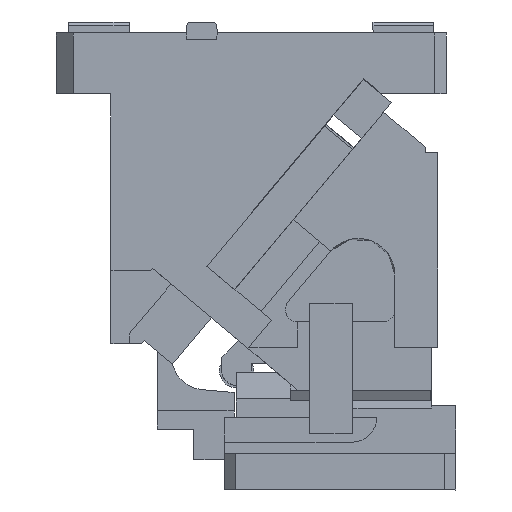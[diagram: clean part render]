
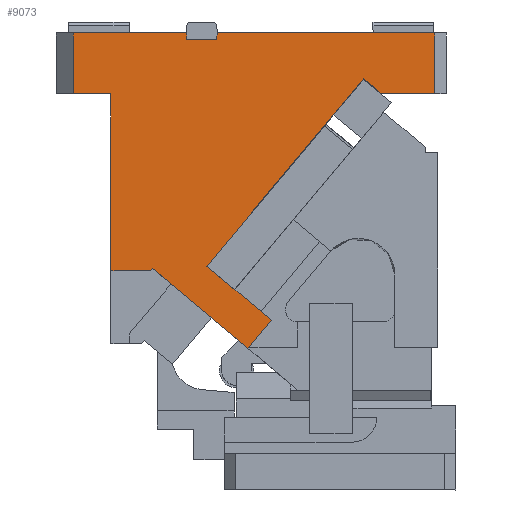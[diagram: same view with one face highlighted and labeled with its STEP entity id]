
A CAD part, front view. The second image highlights one B-rep face of the part: STEP entity #9073.
In plain terms, the highlighted planar face has unit normal (0, -1, 0).
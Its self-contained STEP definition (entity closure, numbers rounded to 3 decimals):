
#7848=CARTESIAN_POINT('Vertex',(-93.,-150.,325.)) ;
#7851=CARTESIAN_POINT('Line Origine',(-108.379,-150.,325.)) ;
#7855=CARTESIAN_POINT('Vertex',(-123.757,-150.,325.)) ;
#8020=CARTESIAN_POINT('Line Origine',(-77.379,-150.,375.)) ;
#8024=CARTESIAN_POINT('Vertex',(-123.757,-150.,375.)) ;
#8026=CARTESIAN_POINT('Vertex',(-31.,-150.,375.)) ;
#8082=CARTESIAN_POINT('Vertex',(-6.,-150.,375.)) ;
#8085=CARTESIAN_POINT('Line Origine',(83.379,-150.,375.)) ;
#8089=CARTESIAN_POINT('Vertex',(172.757,-150.,375.)) ;
#8941=CARTESIAN_POINT('Vertex',(-93.,-150.,180.)) ;
#8944=CARTESIAN_POINT('Line Origine',(-93.,-150.,252.5)) ;
#8964=CARTESIAN_POINT('Axis2P3D Location',(175.,-150.,277.)) ;
#8969=CARTESIAN_POINT('Line Origine',(-76.796,-150.,180.)) ;
#8973=CARTESIAN_POINT('Vertex',(-60.592,-150.,180.)) ;
#8976=CARTESIAN_POINT('Line Origine',(-59.761,-150.,180.991)) ;
#8980=CARTESIAN_POINT('Vertex',(-58.929,-150.,181.982)) ;
#8983=CARTESIAN_POINT('Line Origine',(-19.861,-150.,149.199)) ;
#8987=CARTESIAN_POINT('Vertex',(19.207,-150.,116.417)) ;
#8990=CARTESIAN_POINT('Line Origine',(28.849,-150.,127.908)) ;
#8994=CARTESIAN_POINT('Vertex',(38.491,-150.,139.399)) ;
#8997=CARTESIAN_POINT('Line Origine',(12.062,-150.,161.575)) ;
#9001=CARTESIAN_POINT('Vertex',(-14.366,-150.,183.751)) ;
#9004=CARTESIAN_POINT('Line Origine',(50.073,-150.,260.547)) ;
#9008=CARTESIAN_POINT('Vertex',(114.513,-150.,337.343)) ;
#9011=CARTESIAN_POINT('Line Origine',(121.867,-150.,331.171)) ;
#9015=CARTESIAN_POINT('Vertex',(129.222,-150.,325.)) ;
#9018=CARTESIAN_POINT('Line Origine',(150.99,-150.,325.)) ;
#9022=CARTESIAN_POINT('Vertex',(172.757,-150.,325.)) ;
#9025=CARTESIAN_POINT('Line Origine',(172.757,-150.,350.)) ;
#9030=CARTESIAN_POINT('Line Origine',(-6.,-150.,372.5)) ;
#9034=CARTESIAN_POINT('Vertex',(-6.,-150.,370.)) ;
#9037=CARTESIAN_POINT('Line Origine',(-18.5,-150.,370.)) ;
#9041=CARTESIAN_POINT('Vertex',(-31.,-150.,370.)) ;
#9044=CARTESIAN_POINT('Line Origine',(-31.,-150.,372.5)) ;
#9049=CARTESIAN_POINT('Line Origine',(-123.757,-150.,350.)) ;
#7852=DIRECTION('Vector Direction',(1.,0.,0.)) ;
#8021=DIRECTION('Vector Direction',(1.,0.,0.)) ;
#8086=DIRECTION('Vector Direction',(1.,0.,0.)) ;
#8945=DIRECTION('Vector Direction',(0.,0.,-1.)) ;
#8965=DIRECTION('Axis2P3D Direction',(0.,1.,-0.)) ;
#8966=DIRECTION('Axis2P3D XDirection',(-1.,0.,0.)) ;
#8970=DIRECTION('Vector Direction',(-1.,0.,0.)) ;
#8977=DIRECTION('Vector Direction',(-0.643,0.,-0.766)) ;
#8984=DIRECTION('Vector Direction',(0.766,0.,-0.643)) ;
#8991=DIRECTION('Vector Direction',(-0.643,0.,-0.766)) ;
#8998=DIRECTION('Vector Direction',(-0.766,0.,0.643)) ;
#9005=DIRECTION('Vector Direction',(0.643,0.,0.766)) ;
#9012=DIRECTION('Vector Direction',(0.766,0.,-0.643)) ;
#9019=DIRECTION('Vector Direction',(-1.,0.,0.)) ;
#9026=DIRECTION('Vector Direction',(0.,0.,1.)) ;
#9031=DIRECTION('Vector Direction',(0.,0.,1.)) ;
#9038=DIRECTION('Vector Direction',(1.,0.,0.)) ;
#9045=DIRECTION('Vector Direction',(0.,0.,1.)) ;
#9050=DIRECTION('Vector Direction',(0.,0.,-1.)) ;
#8967=AXIS2_PLACEMENT_3D('Plane Axis2P3D',#8964,#8965,#8966) ;
#9055=ORIENTED_EDGE('',*,*,#7857,.T.) ;
#9056=ORIENTED_EDGE('',*,*,#8948,.T.) ;
#9057=ORIENTED_EDGE('',*,*,#8975,.F.) ;
#9058=ORIENTED_EDGE('',*,*,#8982,.T.) ;
#9059=ORIENTED_EDGE('',*,*,#8989,.T.) ;
#9060=ORIENTED_EDGE('',*,*,#8996,.T.) ;
#9061=ORIENTED_EDGE('',*,*,#9003,.T.) ;
#9062=ORIENTED_EDGE('',*,*,#9010,.T.) ;
#9063=ORIENTED_EDGE('',*,*,#9017,.T.) ;
#9064=ORIENTED_EDGE('',*,*,#9024,.F.) ;
#9065=ORIENTED_EDGE('',*,*,#9029,.T.) ;
#9066=ORIENTED_EDGE('',*,*,#8091,.F.) ;
#9067=ORIENTED_EDGE('',*,*,#9036,.F.) ;
#9068=ORIENTED_EDGE('',*,*,#9043,.F.) ;
#9069=ORIENTED_EDGE('',*,*,#9048,.T.) ;
#9070=ORIENTED_EDGE('',*,*,#8028,.F.) ;
#9071=ORIENTED_EDGE('',*,*,#9053,.T.) ;
#7853=VECTOR('Line Direction',#7852,1.) ;
#8022=VECTOR('Line Direction',#8021,1.) ;
#8087=VECTOR('Line Direction',#8086,1.) ;
#8946=VECTOR('Line Direction',#8945,1.) ;
#8971=VECTOR('Line Direction',#8970,1.) ;
#8978=VECTOR('Line Direction',#8977,1.) ;
#8985=VECTOR('Line Direction',#8984,1.) ;
#8992=VECTOR('Line Direction',#8991,1.) ;
#8999=VECTOR('Line Direction',#8998,1.) ;
#9006=VECTOR('Line Direction',#9005,1.) ;
#9013=VECTOR('Line Direction',#9012,1.) ;
#9020=VECTOR('Line Direction',#9019,1.) ;
#9027=VECTOR('Line Direction',#9026,1.) ;
#9032=VECTOR('Line Direction',#9031,1.) ;
#9039=VECTOR('Line Direction',#9038,1.) ;
#9046=VECTOR('Line Direction',#9045,1.) ;
#9051=VECTOR('Line Direction',#9050,1.) ;
#9073=ADVANCED_FACE('CAM HOLDER',(#9072),#8968,.F.) ;
#7857=EDGE_CURVE('',#7856,#7849,#7854,.T.) ;
#8028=EDGE_CURVE('',#8025,#8027,#8023,.T.) ;
#8091=EDGE_CURVE('',#8083,#8090,#8088,.T.) ;
#8948=EDGE_CURVE('',#7849,#8942,#8947,.T.) ;
#8975=EDGE_CURVE('',#8974,#8942,#8972,.T.) ;
#8982=EDGE_CURVE('',#8974,#8981,#8979,.F.) ;
#8989=EDGE_CURVE('',#8981,#8988,#8986,.T.) ;
#8996=EDGE_CURVE('',#8988,#8995,#8993,.F.) ;
#9003=EDGE_CURVE('',#8995,#9002,#9000,.T.) ;
#9010=EDGE_CURVE('',#9002,#9009,#9007,.T.) ;
#9017=EDGE_CURVE('',#9009,#9016,#9014,.T.) ;
#9024=EDGE_CURVE('',#9023,#9016,#9021,.T.) ;
#9029=EDGE_CURVE('',#9023,#8090,#9028,.T.) ;
#9036=EDGE_CURVE('',#9035,#8083,#9033,.T.) ;
#9043=EDGE_CURVE('',#9042,#9035,#9040,.T.) ;
#9048=EDGE_CURVE('',#9042,#8027,#9047,.T.) ;
#9053=EDGE_CURVE('',#8025,#7856,#9052,.T.) ;
#9054=EDGE_LOOP('',(#9055,#9056,#9057,#9058,#9059,#9060,#9061,#9062,#9063,#9064,#9065,#9066,#9067,#9068,#9069,#9070,#9071)) ;
#9072=FACE_OUTER_BOUND('',#9054,.T.) ;
#7854=LINE('Line',#7851,#7853) ;
#8023=LINE('Line',#8020,#8022) ;
#8088=LINE('Line',#8085,#8087) ;
#8947=LINE('Line',#8944,#8946) ;
#8972=LINE('Line',#8969,#8971) ;
#8979=LINE('Line',#8976,#8978) ;
#8986=LINE('Line',#8983,#8985) ;
#8993=LINE('Line',#8990,#8992) ;
#9000=LINE('Line',#8997,#8999) ;
#9007=LINE('Line',#9004,#9006) ;
#9014=LINE('Line',#9011,#9013) ;
#9021=LINE('Line',#9018,#9020) ;
#9028=LINE('Line',#9025,#9027) ;
#9033=LINE('Line',#9030,#9032) ;
#9040=LINE('Line',#9037,#9039) ;
#9047=LINE('Line',#9044,#9046) ;
#9052=LINE('Line',#9049,#9051) ;
#8968=PLANE('Plane',#8967) ;
#7849=VERTEX_POINT('',#7848) ;
#7856=VERTEX_POINT('',#7855) ;
#8025=VERTEX_POINT('',#8024) ;
#8027=VERTEX_POINT('',#8026) ;
#8083=VERTEX_POINT('',#8082) ;
#8090=VERTEX_POINT('',#8089) ;
#8942=VERTEX_POINT('',#8941) ;
#8974=VERTEX_POINT('',#8973) ;
#8981=VERTEX_POINT('',#8980) ;
#8988=VERTEX_POINT('',#8987) ;
#8995=VERTEX_POINT('',#8994) ;
#9002=VERTEX_POINT('',#9001) ;
#9009=VERTEX_POINT('',#9008) ;
#9016=VERTEX_POINT('',#9015) ;
#9023=VERTEX_POINT('',#9022) ;
#9035=VERTEX_POINT('',#9034) ;
#9042=VERTEX_POINT('',#9041) ;
